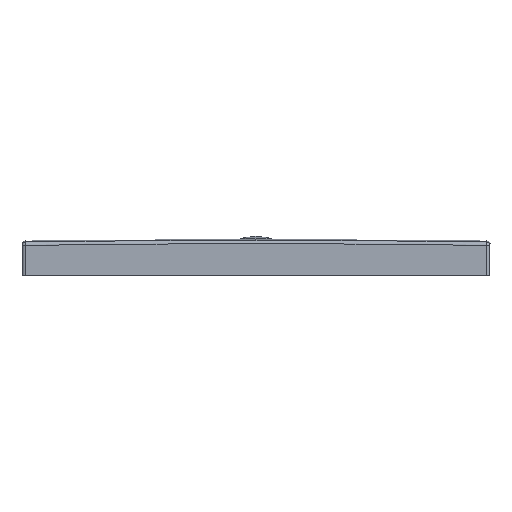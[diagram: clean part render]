
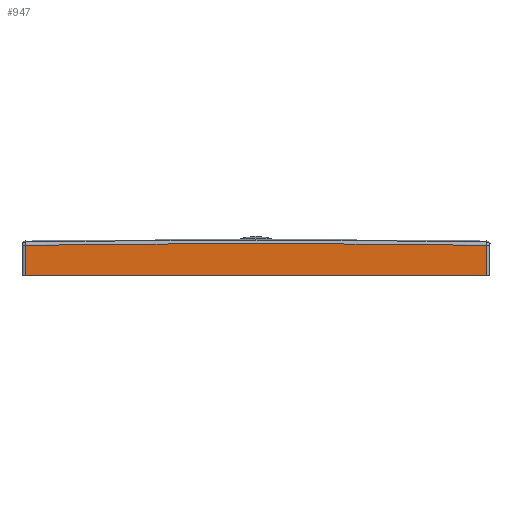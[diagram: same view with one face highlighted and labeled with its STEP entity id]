
A CAD part, front view. The second image highlights one B-rep face of the part: STEP entity #947.
In plain terms, the highlighted planar face has unit normal (0, -1, 0).
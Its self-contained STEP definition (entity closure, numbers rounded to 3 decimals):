
#143 = CARTESIAN_POINT ( 'NONE',  ( 470.014, 911.439, 1517.19 ) ) ;
#165 = DIRECTION ( 'NONE',  ( -1., 0., 0. ) ) ;
#166 = LINE ( 'NONE', #655, #248 ) ;
#248 = VECTOR ( 'NONE', #1419, 1000. ) ;
#255 = ORIENTED_EDGE ( 'NONE', *, *, #665, .T. ) ;
#257 = CARTESIAN_POINT ( 'NONE',  ( 539.014, 911.439, 1551.49 ) ) ;
#279 = AXIS2_PLACEMENT_3D ( 'NONE', #143, #892, #879 ) ;
#311 = CARTESIAN_POINT ( 'NONE',  ( 401.014, 911.439, 1529.237 ) ) ;
#331 = EDGE_CURVE ( 'NONE', #1232, #974, #1010, .T. ) ;
#420 = CIRCLE ( 'NONE', #1136, 4998.524 ) ;
#430 = VERTEX_POINT ( 'NONE', #1237 ) ;
#467 = EDGE_LOOP ( 'NONE', ( #993, #1332, #772, #255 ) ) ;
#479 = CARTESIAN_POINT ( 'NONE',  ( 539.014, 911.439, 1520.19 ) ) ;
#655 = CARTESIAN_POINT ( 'NONE',  ( 401.014, 911.439, 1551.49 ) ) ;
#665 = EDGE_CURVE ( 'NONE', #718, #430, #166, .T. ) ;
#710 = LINE ( 'NONE', #1531, #1457 ) ;
#718 = VERTEX_POINT ( 'NONE', #311 ) ;
#726 = EDGE_CURVE ( 'NONE', #1232, #430, #710, .T. ) ;
#770 = FACE_OUTER_BOUND ( 'NONE', #467, .T. ) ;
#772 = ORIENTED_EDGE ( 'NONE', *, *, #1412, .T. ) ;
#869 = DIRECTION ( 'NONE',  ( 0., 0., 1. ) ) ;
#879 = DIRECTION ( 'NONE',  ( 0., 0., 1. ) ) ;
#892 = DIRECTION ( 'NONE',  ( 0., 1., 0. ) ) ;
#947 = ADVANCED_FACE ( 'NONE', ( #770 ), #1487, .F. ) ;
#974 = VERTEX_POINT ( 'NONE', #1367 ) ;
#993 = ORIENTED_EDGE ( 'NONE', *, *, #726, .F. ) ;
#1010 = LINE ( 'NONE', #257, #1556 ) ;
#1022 = DIRECTION ( 'NONE',  ( 0., -1., 0. ) ) ;
#1136 = AXIS2_PLACEMENT_3D ( 'NONE', #1525, #1022, #1270 ) ;
#1232 = VERTEX_POINT ( 'NONE', #479 ) ;
#1237 = CARTESIAN_POINT ( 'NONE',  ( 401.014, 911.439, 1520.19 ) ) ;
#1270 = DIRECTION ( 'NONE',  ( -1., 0., 0. ) ) ;
#1332 = ORIENTED_EDGE ( 'NONE', *, *, #331, .T. ) ;
#1367 = CARTESIAN_POINT ( 'NONE',  ( 539.014, 911.439, 1529.237 ) ) ;
#1412 = EDGE_CURVE ( 'NONE', #974, #718, #420, .T. ) ;
#1419 = DIRECTION ( 'NONE',  ( 0., 0., -1. ) ) ;
#1457 = VECTOR ( 'NONE', #165, 1000. ) ;
#1487 = PLANE ( 'NONE',  #279 ) ;
#1525 = CARTESIAN_POINT ( 'NONE',  ( 470.014, 911.439, -3468.81 ) ) ;
#1531 = CARTESIAN_POINT ( 'NONE',  ( 540.014, 911.439, 1520.19 ) ) ;
#1556 = VECTOR ( 'NONE', #869, 1000. ) ;
